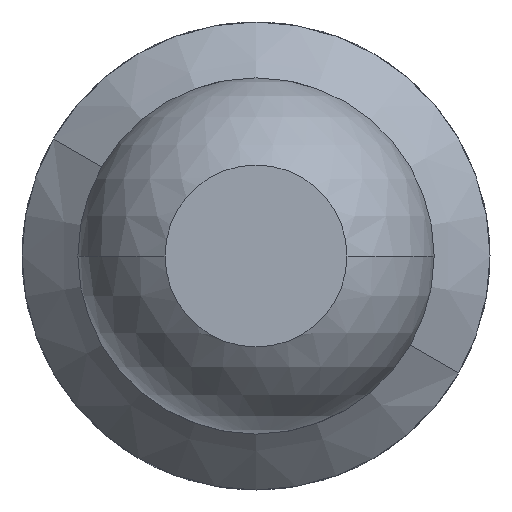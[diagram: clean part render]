
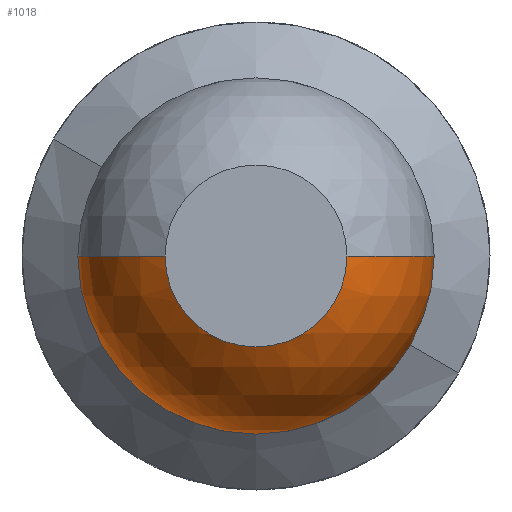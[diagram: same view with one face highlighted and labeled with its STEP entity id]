
A CAD part, front view. The second image highlights one B-rep face of the part: STEP entity #1018.
In plain terms, the highlighted spherical face has radius 0.685 mm.
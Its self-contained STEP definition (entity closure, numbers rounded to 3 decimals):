
#26 = VERTEX_POINT ( 'NONE', #3839 ) ;
#70 = CIRCLE ( 'NONE', #2329, 0.685 ) ;
#211 = DIRECTION ( 'NONE',  ( 0., 0., -1. ) ) ;
#278 = DIRECTION ( 'NONE',  ( 0., -1., 0. ) ) ;
#317 = AXIS2_PLACEMENT_3D ( 'NONE', #982, #2025, #211 ) ;
#346 = ORIENTED_EDGE ( 'NONE', *, *, #1041, .T. ) ;
#375 = EDGE_CURVE ( 'Defeature ausgef�hrt1_34+Defeature ausgef�hrt1_32+Defeature ausgef�hrt1_32+Defeature ausgef�hrt1_32', #26, #2674, #4352, .T. ) ;
#426 = CIRCLE ( 'NONE', #2903, 0.685 ) ;
#449 = ORIENTED_EDGE ( 'NONE', *, *, #3858, .F. ) ;
#529 = DIRECTION ( 'NONE',  ( -1., 0., 0. ) ) ;
#543 = CARTESIAN_POINT ( 'NONE',  ( 0., -26.411, 0. ) ) ;
#570 = DIRECTION ( 'NONE',  ( 0., 0., -1. ) ) ;
#584 = EDGE_CURVE ( 'Defeature ausgef�hrt1_34+Defeature ausgef�hrt1_32+Defeature ausgef�hrt1_32+Defeature ausgef�hrt1_32', #2464, #26, #802, .T. ) ;
#672 = DIRECTION ( 'NONE',  ( 0., 1., 0. ) ) ;
#693 = CARTESIAN_POINT ( 'NONE',  ( 0., -27., 0. ) ) ;
#802 = CIRCLE ( 'NONE', #4444, 0.35 ) ;
#982 = CARTESIAN_POINT ( 'NONE',  ( 0., -27., 0. ) ) ;
#1018 = ADVANCED_FACE ( 'Defeature ausgef�hrt1_32', ( #3427 ), #3380, .T. ) ;
#1041 = EDGE_CURVE ( 'NONE', #2464, #3075, #70, .T. ) ;
#1226 = EDGE_CURVE ( 'NONE', #2674, #3296, #3116, .T. ) ;
#1588 = AXIS2_PLACEMENT_3D ( 'NONE', #2963, #1842, #2949 ) ;
#1703 = VERTEX_POINT ( 'NONE', #1845 ) ;
#1717 = CARTESIAN_POINT ( 'NONE',  ( 0., -26.411, 0. ) ) ;
#1842 = DIRECTION ( 'NONE',  ( 0., 0., 1. ) ) ;
#1845 = CARTESIAN_POINT ( 'NONE',  ( 0., -26.411, -0.685 ) ) ;
#2006 = DIRECTION ( 'NONE',  ( 0., 0., -1. ) ) ;
#2025 = DIRECTION ( 'NONE',  ( 0., -1., 0. ) ) ;
#2050 = AXIS2_PLACEMENT_3D ( 'NONE', #1717, #672, #4711 ) ;
#2226 = EDGE_CURVE ( 'Defeature ausgef�hrt1_33+Defeature ausgef�hrt1_32+Defeature ausgef�hrt1_32+Defeature ausgef�hrt1_32', #1703, #3075, #426, .T. ) ;
#2242 = ORIENTED_EDGE ( 'NONE', *, *, #2226, .F. ) ;
#2264 = CARTESIAN_POINT ( 'NONE',  ( 0., -26.411, 0. ) ) ;
#2309 = DIRECTION ( 'NONE',  ( 0., 1., 0. ) ) ;
#2329 = AXIS2_PLACEMENT_3D ( 'NONE', #543, #2006, #529 ) ;
#2388 = CARTESIAN_POINT ( 'NONE',  ( 0., -26.411, 0. ) ) ;
#2403 = CIRCLE ( 'NONE', #2050, 0.685 ) ;
#2464 = VERTEX_POINT ( 'NONE', #2480 ) ;
#2480 = CARTESIAN_POINT ( 'NONE',  ( -0.35, -27., 0. ) ) ;
#2674 = VERTEX_POINT ( 'NONE', #4643 ) ;
#2695 = EDGE_LOOP ( 'NONE', ( #3807, #346, #2242, #449, #3239, #4782 ) ) ;
#2837 = DIRECTION ( 'NONE',  ( 0., 0., -1. ) ) ;
#2903 = AXIS2_PLACEMENT_3D ( 'NONE', #2264, #2309, #4177 ) ;
#2949 = DIRECTION ( 'NONE',  ( 1., 0., 0. ) ) ;
#2963 = CARTESIAN_POINT ( 'NONE',  ( 0., -26.411, 0. ) ) ;
#2985 = CARTESIAN_POINT ( 'NONE',  ( -0.685, -26.411, 0. ) ) ;
#3075 = VERTEX_POINT ( 'NONE', #2985 ) ;
#3116 = CIRCLE ( 'NONE', #1588, 0.685 ) ;
#3239 = ORIENTED_EDGE ( 'NONE', *, *, #1226, .F. ) ;
#3296 = VERTEX_POINT ( 'NONE', #4622 ) ;
#3380 = SPHERICAL_SURFACE ( 'NONE', #4736, 0.685 ) ;
#3427 = FACE_OUTER_BOUND ( 'NONE', #2695, .T. ) ;
#3807 = ORIENTED_EDGE ( 'NONE', *, *, #584, .F. ) ;
#3839 = CARTESIAN_POINT ( 'NONE',  ( 0., -27., -0.35 ) ) ;
#3858 = EDGE_CURVE ( 'Defeature ausgef�hrt1_33+Defeature ausgef�hrt1_32+Defeature ausgef�hrt1_32+Defeature ausgef�hrt1_32', #3296, #1703, #2403, .T. ) ;
#4177 = DIRECTION ( 'NONE',  ( 0., 0., 1. ) ) ;
#4352 = CIRCLE ( 'NONE', #317, 0.35 ) ;
#4444 = AXIS2_PLACEMENT_3D ( 'NONE', #693, #278, #2837 ) ;
#4622 = CARTESIAN_POINT ( 'NONE',  ( 0.685, -26.411, 0. ) ) ;
#4630 = DIRECTION ( 'NONE',  ( 1., 0., 0. ) ) ;
#4643 = CARTESIAN_POINT ( 'NONE',  ( 0.35, -27., 0. ) ) ;
#4711 = DIRECTION ( 'NONE',  ( 0., 0., 1. ) ) ;
#4736 = AXIS2_PLACEMENT_3D ( 'NONE', #2388, #570, #4630 ) ;
#4782 = ORIENTED_EDGE ( 'NONE', *, *, #375, .F. ) ;
